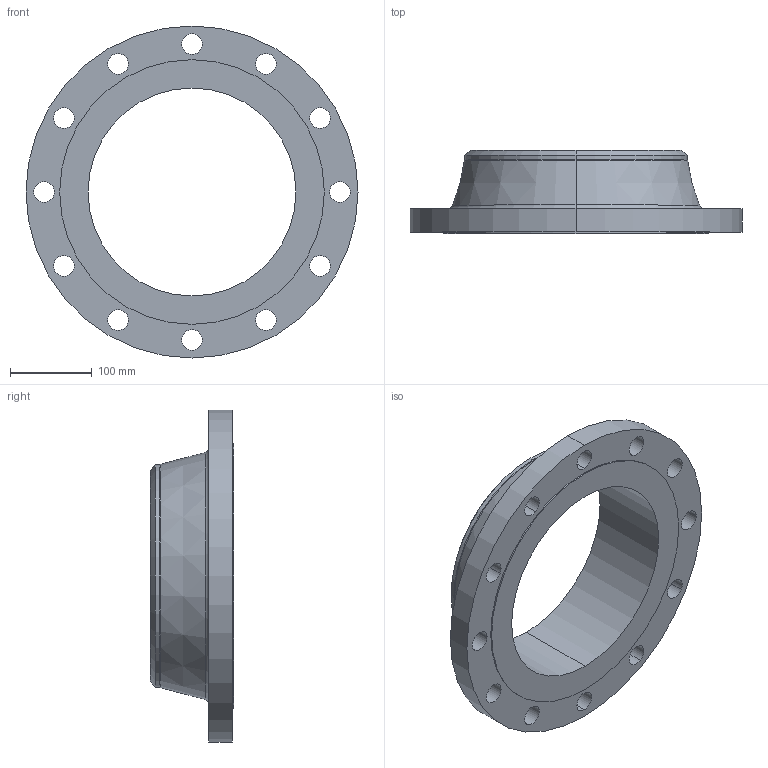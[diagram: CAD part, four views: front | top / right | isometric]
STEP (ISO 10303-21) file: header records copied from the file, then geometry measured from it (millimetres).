
FILE_DESCRIPTION (( 'STEP AP203' ), '1' );
FILE_NAME ('3D_R283-DN150_10_17831250.STEP', '2024-10-10T06:37:03', ( '' ), ( '' ), 'SwSTEP 2.0', 'SolidWorks 2024', '' );
FILE_SCHEMA (( 'CONFIG_CONTROL_DESIGN' ));
Length unit declared in the file: millimetre
Products named in the file (1): 3D_R283-DN150_10_17831250
Bounding box: 406.4 x 101.6 x 406.4 mm (x, y, z)
Volume: 3088360.9 mm3; surface area: 339317 mm2
Topology: 1 solids, 1 shells, 44 faces, 112 edges, 72 vertices
Faces by surface type: cylinder 32, torus 4, cone 4, plane 4
Entity records: 1497 total; most frequent: DIRECTION 278, CARTESIAN_POINT 229, ORIENTED_EDGE 224, AXIS2_PLACEMENT_3D 121, EDGE_CURVE 112, CIRCLE 76, EDGE_LOOP 72, VERTEX_POINT 72
